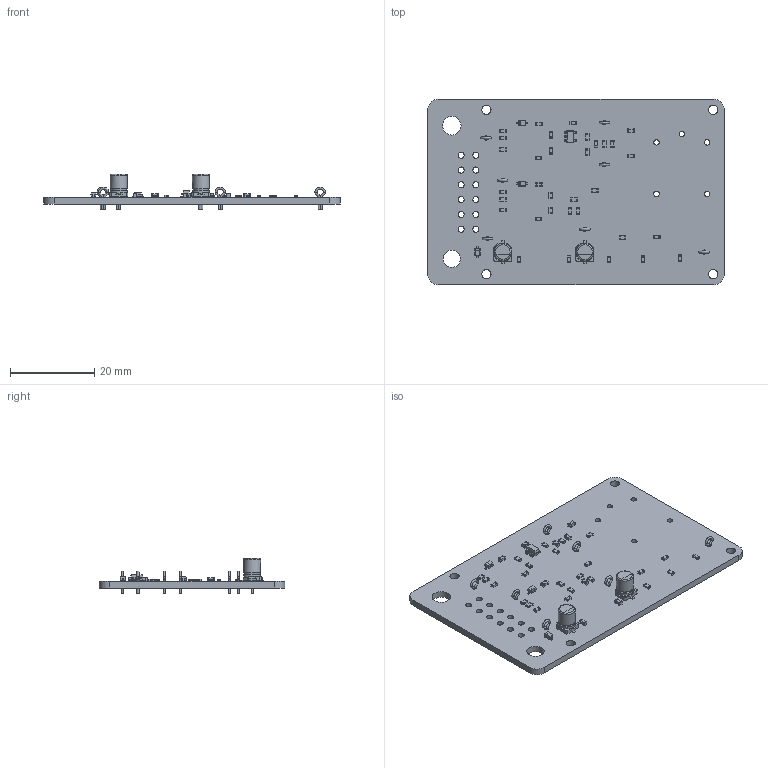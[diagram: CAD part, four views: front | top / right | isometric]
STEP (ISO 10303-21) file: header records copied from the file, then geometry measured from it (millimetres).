
FILE_DESCRIPTION(('KiCad electronic assembly'),'2;1');
FILE_NAME('BSPD_2019.step','2019-09-26T18:06:52',('An Author'),( 'A Company'),'Open CASCADE STEP processor 6.9', 'KiCad to STEP converter','Unknown');
FILE_SCHEMA(('AUTOMOTIVE_DESIGN { 1 0 10303 214 1 1 1 1 }'));
Length unit declared in the file: millimetre
Products named in the file (14): Open CASCADE STEP translator 6.9 1; D_SOD-323; SOLID; CP_Elec_4x5.4; C_0603_1608Metric; R_0603_1608Metric; TestPoint_Loop_D2.50mm_Drill1.0mm_LowProfile; SOT-23-5; COMPOUND
Assembly tree (53 placements, depth 3):
  Open CASCADE STEP translator 6.9 1
    D_SOD-323  x3
      SOLID
    CP_Elec_4x5.4  x2
      SOLID
    C_0603_1608Metric  x9
      SOLID
    R_0603_1608Metric  x24
      SOLID
    TestPoint_Loop_D2.50mm_Drill1.0mm_LowProfile  x7
      SOLID
    SOT-23-5
      SOLID
    COMPOUND
Bounding box: 70.21 x 44.01 x 8.4 mm (x, y, z)
Volume: 5000.5 mm3; surface area: 7218.1 mm2
Topology: 47 solids, 47 shells, 1357 faces, 3422 edges, 2182 vertices
Faces by surface type: plane 803, cylinder 412, bspline 125, torus 15, revolution 2
Full cylindrical faces by diameter (mm): 0.5 x14, 1 x7, 1.3 x5, 1.45 x12, 2.2 x4, 4 x4, 4.1 x1, 4.4 x1
Entity records: 23386 total; most frequent: CARTESIAN_POINT 4983, DIRECTION 2981, LINE 1830, VECTOR 1830, ORIENTED_EDGE 1602, PCURVE 1602, DEFINITIONAL_REPRESENTATION 1602, EDGE_CURVE 801
